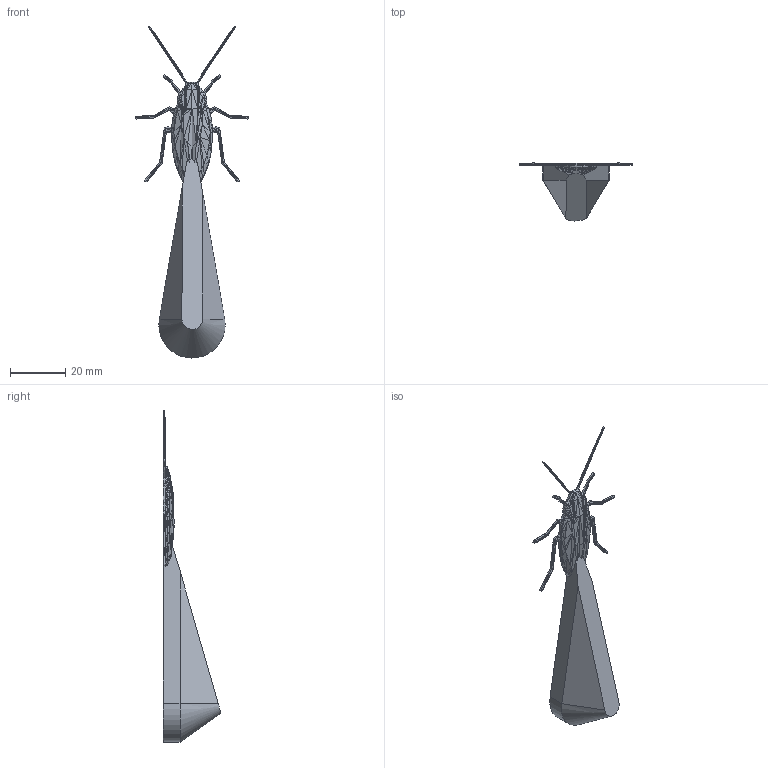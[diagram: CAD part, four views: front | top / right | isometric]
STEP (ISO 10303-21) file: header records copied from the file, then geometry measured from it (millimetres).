
FILE_DESCRIPTION(('FreeCAD Model'),'2;1');
FILE_NAME('Open CASCADE Shape Model','2024-09-03T19:45:37',('Author'),( ''),'Open CASCADE STEP processor 7.7','Ondsel','Unknown');
FILE_SCHEMA(('AUTOMOTIVE_DESIGN { 1 0 10303 214 1 1 1 1 }'));
Length unit declared in the file: millimetre
Products named in the file (1): PointerRoach
Bounding box: 41.12 x 20.79 x 120.09 mm (x, y, z)
Volume: 12138.8 mm3; surface area: 5429.5 mm2
Topology: 2 solids, 2 shells, 985 faces, 1641 edges, 662 vertices
Faces by surface type: plane 982, cylinder 2, bspline 1
Full cylindrical faces by diameter (mm): 6 x1
Entity records: 42242 total; most frequent: DIRECTION 6847, CARTESIAN_POINT 6844, LINE 4867, VECTOR 4867, ORIENTED_EDGE 3282, PCURVE 3282, DEFINITIONAL_REPRESENTATION 3282, EDGE_CURVE 1641
